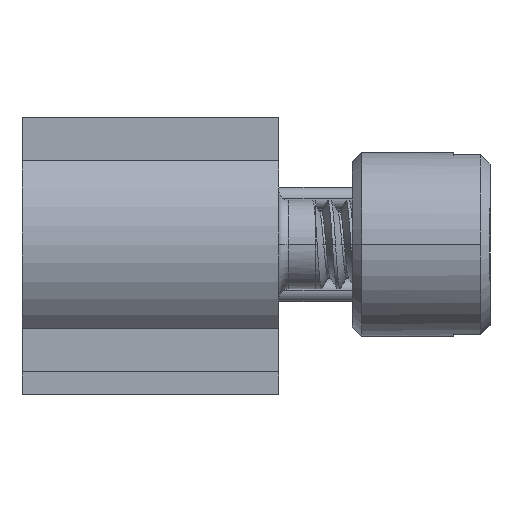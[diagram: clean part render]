
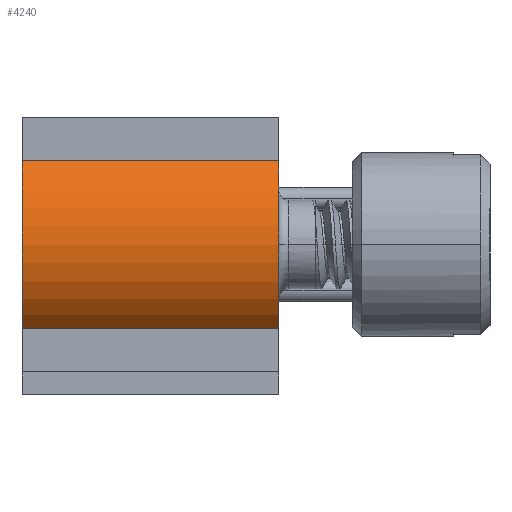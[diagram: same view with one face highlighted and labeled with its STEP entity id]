
A CAD part, left-side view. The second image highlights one B-rep face of the part: STEP entity #4240.
In plain terms, the highlighted cylindrical face has radius 2.5 mm (diameter 5 mm), a partial arc.
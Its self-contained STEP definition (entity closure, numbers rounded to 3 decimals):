
#79=CARTESIAN_POINT('',(-6.5,3.4,0.));
#80=DIRECTION('',(0.,-1.,0.));
#81=DIRECTION('',(-0.68,0.,0.733));
#82=AXIS2_PLACEMENT_3D('',#79,#80,#81);
#565=CARTESIAN_POINT('',(-6.5,-2.2,0.));
#566=DIRECTION('',(0.,-1.,0.));
#567=DIRECTION('',(-0.68,0.,0.733));
#568=AXIS2_PLACEMENT_3D('',#565,#566,#567);
#2098=DIRECTION('',(0.,-1.,0.));
#2099=VECTOR('',#2098,5.6);
#2100=CARTESIAN_POINT('',(-8.2,3.4,1.833));
#2101=LINE('',#2100,#2099);
#2105=DIRECTION('',(0.,-1.,0.));
#2106=VECTOR('',#2105,5.6);
#2107=CARTESIAN_POINT('',(-8.2,3.4,-1.833));
#2108=LINE('',#2107,#2106);
#2382=CARTESIAN_POINT('',(-8.2,3.4,1.833));
#2384=VERTEX_POINT('',#2382);
#2385=CARTESIAN_POINT('',(-8.2,3.4,-1.833));
#2386=VERTEX_POINT('',#2385);
#2391=CARTESIAN_POINT('',(-8.2,-2.2,1.833));
#2392=VERTEX_POINT('',#2391);
#2393=CARTESIAN_POINT('',(-8.2,-2.2,-1.833));
#2394=VERTEX_POINT('',#2393);
#4228=CARTESIAN_POINT('',(-6.5,3.4,0.));
#4229=DIRECTION('',(0.,-1.,0.));
#4230=DIRECTION('',(-1.,0.,0.));
#4231=AXIS2_PLACEMENT_3D('',#4228,#4229,#4230);
#4232=CYLINDRICAL_SURFACE('',#4231,2.5);
#4233=ORIENTED_EDGE('',*,*,#2506,.F.);
#4234=ORIENTED_EDGE('',*,*,#4223,.T.);
#4235=ORIENTED_EDGE('',*,*,#2828,.T.);
#4237=ORIENTED_EDGE('',*,*,#4236,.F.);
#4238=EDGE_LOOP('',(#4233,#4234,#4235,#4237));
#4239=FACE_OUTER_BOUND('',#4238,.F.);
#83=CIRCLE('',#82,2.5);
#569=CIRCLE('',#568,2.5);
#2506=EDGE_CURVE('',#2384,#2386,#83,.T.);
#2828=EDGE_CURVE('',#2392,#2394,#569,.T.);
#4223=EDGE_CURVE('',#2384,#2392,#2101,.T.);
#4236=EDGE_CURVE('',#2386,#2394,#2108,.T.);
#4240=ADVANCED_FACE('',(#4239),#4232,.T.);
